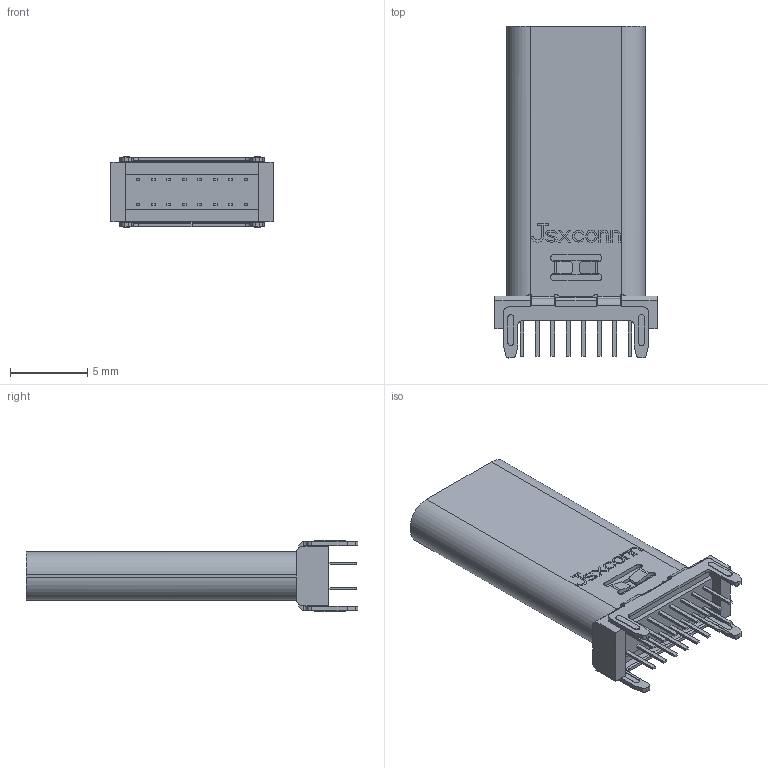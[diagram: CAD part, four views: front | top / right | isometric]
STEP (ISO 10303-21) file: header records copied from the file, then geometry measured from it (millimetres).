
FILE_DESCRIPTION((''),'2;1');
FILE_NAME('PRT0001','2024-08-28T15:43:12',('Administrator'),(''),'CREO PARAMETRIC BY PTC INC, 2020154','CREO PARAMETRIC BY PTC INC, 2020154','');
FILE_SCHEMA(('AUTOMOTIVE_DESIGN { 1 0 10303 214 1 1 1 1 }'));
Length unit declared in the file: millimetre
Products named in the file (1): PRT0001
Bounding box: 10.5 x 21.5 x 4.6 mm (x, y, z)
Volume: 442.8 mm3; surface area: 1312.5 mm2
Topology: 1 solids, 1 shells, 916 faces, 2540 edges, 1672 vertices
Faces by surface type: plane 718, cylinder 174, cone 16, torus 4, bspline 4
Entity records: 35701 total; most frequent: CARTESIAN_POINT 5587, ORIENTED_EDGE 5080, DIRECTION 4624, EDGE_CURVE 2540, VECTOR 2112, LINE 2112, VERTEX_POINT 1672, AXIS2_PLACEMENT_3D 1256
